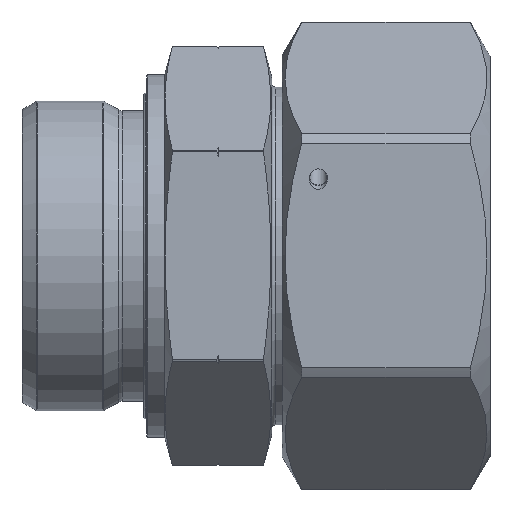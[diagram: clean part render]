
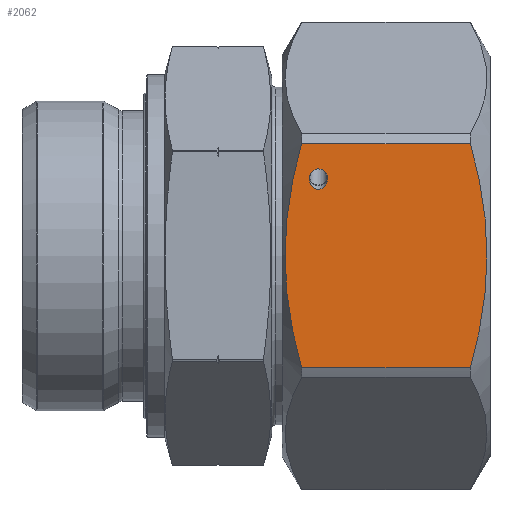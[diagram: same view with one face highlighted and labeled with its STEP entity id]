
A CAD part, top view. The second image highlights one B-rep face of the part: STEP entity #2062.
In plain terms, the highlighted face is planar.
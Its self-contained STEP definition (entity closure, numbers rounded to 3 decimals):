
#780=PLANE('',#2503);
#918=LINE('',#3213,#956);
#926=LINE('',#3235,#964);
#927=LINE('',#3407,#965);
#928=LINE('',#3411,#966);
#956=VECTOR('',#2699,1.);
#964=VECTOR('',#2721,1.);
#965=VECTOR('',#2770,1.);
#966=VECTOR('',#2773,1.);
#1024=B_SPLINE_CURVE_WITH_KNOTS('',3,(#3148,#3149,#3150,#3151,#3152,#3153,
#3154,#3155),.UNSPECIFIED.,.F.,.F.,(4,2,2,4),(0.,0.5,0.75,1.),
 .UNSPECIFIED.);
#1034=B_SPLINE_CURVE_WITH_KNOTS('',3,(#3281,#3282,#3283,#3284,#3285,#3286,
#3287,#3288),.UNSPECIFIED.,.F.,.F.,(4,2,2,4),(0.,0.5,0.75,1.),
 .UNSPECIFIED.);
#1139=EDGE_LOOP('',(#1366,#1367,#1368,#1369));
#1140=EDGE_LOOP('',(#1370,#1371,#1372,#1373));
#1366=ORIENTED_EDGE('',*,*,#1784,.T.);
#1367=ORIENTED_EDGE('',*,*,#1785,.T.);
#1368=ORIENTED_EDGE('',*,*,#1786,.T.);
#1369=ORIENTED_EDGE('',*,*,#1787,.T.);
#1370=ORIENTED_EDGE('',*,*,#1759,.T.);
#1371=ORIENTED_EDGE('',*,*,#1733,.T.);
#1372=ORIENTED_EDGE('',*,*,#1748,.T.);
#1373=ORIENTED_EDGE('',*,*,#1767,.T.);
#1733=EDGE_CURVE('',#2300,#2299,#1024,.T.);
#1748=EDGE_CURVE('',#2299,#2312,#918,.T.);
#1759=EDGE_CURVE('',#2320,#2300,#926,.T.);
#1767=EDGE_CURVE('',#2312,#2320,#1034,.T.);
#1784=EDGE_CURVE('',#2338,#2339,#2167,.T.);
#1785=EDGE_CURVE('',#2339,#2340,#927,.T.);
#1786=EDGE_CURVE('',#2340,#2341,#2168,.T.);
#1787=EDGE_CURVE('',#2341,#2338,#928,.T.);
#2062=ADVANCED_FACE('',(#2188,#2189),#780,.F.);
#2167=ELLIPSE('',#2501,2.021,1.75);
#2168=ELLIPSE('',#2502,1.905,1.65);
#2188=FACE_BOUND('',#1139,.T.);
#2189=FACE_BOUND('',#1140,.T.);
#2299=VERTEX_POINT('',#3147);
#2300=VERTEX_POINT('',#3156);
#2312=VERTEX_POINT('',#3212);
#2320=VERTEX_POINT('',#3236);
#2338=VERTEX_POINT('',#3405);
#2339=VERTEX_POINT('',#3406);
#2340=VERTEX_POINT('',#3408);
#2341=VERTEX_POINT('',#3410);
#2501=AXIS2_PLACEMENT_3D('',#3404,#2768,#2769);
#2502=AXIS2_PLACEMENT_3D('',#3409,#2771,#2772);
#2503=AXIS2_PLACEMENT_3D('',#3412,#2774,#2775);
#2699=DIRECTION('',(1.,0.,0.));
#2721=DIRECTION('',(-1.,0.,0.));
#2768=DIRECTION('',(0.,0.5,-0.866));
#2769=DIRECTION('',(0.,-0.866,-0.5));
#2770=DIRECTION('',(-1.,0.,0.));
#2771=DIRECTION('',(0.,0.5,-0.866));
#2772=DIRECTION('',(0.,0.866,0.5));
#2773=DIRECTION('',(-1.,0.,0.));
#2774=DIRECTION('',(0.,0.5,-0.866));
#2775=DIRECTION('',(0.,0.866,0.5));
#3147=CARTESIAN_POINT('',(3.753,-38.42,23.429));
#3148=CARTESIAN_POINT('',(3.753,-1.08,44.987));
#3149=CARTESIAN_POINT('',(1.803,-7.187,41.462));
#3150=CARTESIAN_POINT('',(0.584,-13.375,37.889));
#3151=CARTESIAN_POINT('',(0.574,-22.861,32.412));
#3152=CARTESIAN_POINT('',(0.873,-26.039,30.577));
#3153=CARTESIAN_POINT('',(1.976,-32.278,26.975));
#3154=CARTESIAN_POINT('',(2.776,-35.361,25.195));
#3155=CARTESIAN_POINT('',(3.753,-38.42,23.429));
#3156=CARTESIAN_POINT('',(3.753,-1.08,44.987));
#3212=CARTESIAN_POINT('',(36.247,-38.42,23.429));
#3213=CARTESIAN_POINT('',(0.,-38.42,23.429));
#3235=CARTESIAN_POINT('',(0.,-1.08,44.987));
#3236=CARTESIAN_POINT('',(36.247,-1.08,44.987));
#3281=CARTESIAN_POINT('',(36.247,-38.42,23.429));
#3282=CARTESIAN_POINT('',(38.197,-32.313,26.954));
#3283=CARTESIAN_POINT('',(39.416,-26.125,30.527));
#3284=CARTESIAN_POINT('',(39.426,-16.639,36.004));
#3285=CARTESIAN_POINT('',(39.127,-13.461,37.839));
#3286=CARTESIAN_POINT('',(38.024,-7.222,41.441));
#3287=CARTESIAN_POINT('',(37.224,-4.139,43.221));
#3288=CARTESIAN_POINT('',(36.247,-1.08,44.987));
#3404=CARTESIAN_POINT('',(33.,-32.55,26.818));
#3405=CARTESIAN_POINT('',(31.449,-33.36,26.35));
#3406=CARTESIAN_POINT('',(34.551,-33.36,26.35));
#3407=CARTESIAN_POINT('',(40.,-33.36,26.35));
#3408=CARTESIAN_POINT('',(34.437,-33.36,26.35));
#3409=CARTESIAN_POINT('',(33.,-32.55,26.818));
#3410=CARTESIAN_POINT('',(31.563,-33.36,26.35));
#3411=CARTESIAN_POINT('',(40.,-33.36,26.35));
#3412=CARTESIAN_POINT('',(40.,0.,45.611));
